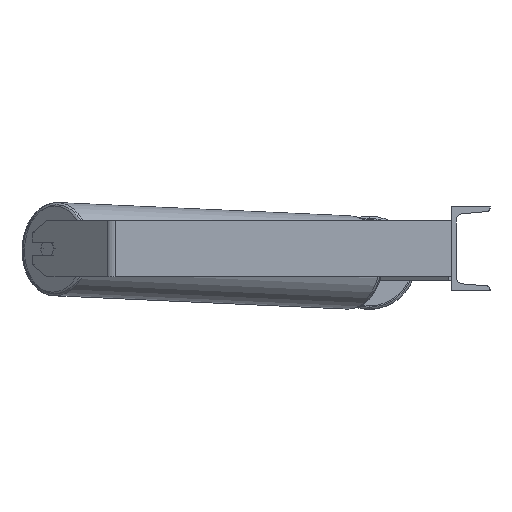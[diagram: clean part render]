
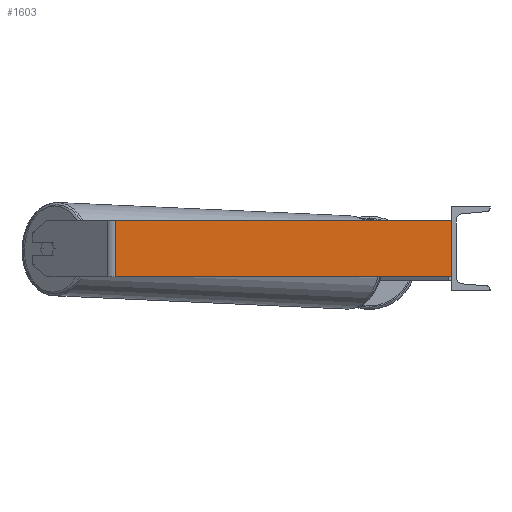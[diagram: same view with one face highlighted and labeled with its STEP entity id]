
A CAD part, left-side view. The second image highlights one B-rep face of the part: STEP entity #1603.
In plain terms, the highlighted planar face has unit normal (-1, 0, 0).
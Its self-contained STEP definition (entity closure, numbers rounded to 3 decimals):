
#80 = CARTESIAN_POINT ( 'NONE',  ( -885., 478.57, 40. ) ) ;
#1022 = ORIENTED_EDGE ( 'NONE', *, *, #6963, .F. ) ;
#1081 = VERTEX_POINT ( 'NONE', #4352 ) ;
#1314 = ORIENTED_EDGE ( 'NONE', *, *, #7809, .F. ) ;
#1355 = DIRECTION ( 'NONE',  ( 0., 0., -1. ) ) ;
#1431 = LINE ( 'NONE', #1847, #2989 ) ;
#1603 = ADVANCED_FACE ( 'NONE', ( #5148 ), #7193, .F. ) ;
#1759 = VERTEX_POINT ( 'NONE', #7439 ) ;
#1827 = VECTOR ( 'NONE', #3359, 1000. ) ;
#1847 = CARTESIAN_POINT ( 'NONE',  ( -885., 485.197, 40. ) ) ;
#2989 = VECTOR ( 'NONE', #8125, 1000. ) ;
#3359 = DIRECTION ( 'NONE',  ( 0., 0., -1. ) ) ;
#3640 = DIRECTION ( 'NONE',  ( 1., 0., 0. ) ) ;
#3741 = CARTESIAN_POINT ( 'NONE',  ( -885., 485.197, 40. ) ) ;
#4035 = LINE ( 'NONE', #5393, #1827 ) ;
#4110 = EDGE_LOOP ( 'NONE', ( #5392, #1314, #1022, #4548 ) ) ;
#4352 = CARTESIAN_POINT ( 'NONE',  ( -885., 478.57, -40. ) ) ;
#4465 = AXIS2_PLACEMENT_3D ( 'NONE', #3741, #3640, #8532 ) ;
#4548 = ORIENTED_EDGE ( 'NONE', *, *, #7586, .T. ) ;
#4765 = VERTEX_POINT ( 'NONE', #4930 ) ;
#4893 = VECTOR ( 'NONE', #6423, 1000. ) ;
#4930 = CARTESIAN_POINT ( 'NONE',  ( -885., 0., 40. ) ) ;
#5148 = FACE_OUTER_BOUND ( 'NONE', #4110, .T. ) ;
#5392 = ORIENTED_EDGE ( 'NONE', *, *, #8340, .T. ) ;
#5393 = CARTESIAN_POINT ( 'NONE',  ( -885., 0., 40. ) ) ;
#5869 = CARTESIAN_POINT ( 'NONE',  ( -885., 478.57, 40. ) ) ;
#6423 = DIRECTION ( 'NONE',  ( 0., -1., 0. ) ) ;
#6788 = VECTOR ( 'NONE', #1355, 1000. ) ;
#6932 = LINE ( 'NONE', #80, #6788 ) ;
#6963 = EDGE_CURVE ( 'NONE', #8444, #4765, #1431, .T. ) ;
#7105 = LINE ( 'NONE', #8935, #4893 ) ;
#7193 = PLANE ( 'NONE',  #4465 ) ;
#7439 = CARTESIAN_POINT ( 'NONE',  ( -885., 0., -40. ) ) ;
#7586 = EDGE_CURVE ( 'NONE', #8444, #1081, #6932, .T. ) ;
#7809 = EDGE_CURVE ( 'NONE', #4765, #1759, #4035, .T. ) ;
#8125 = DIRECTION ( 'NONE',  ( 0., -1., 0. ) ) ;
#8340 = EDGE_CURVE ( 'NONE', #1081, #1759, #7105, .T. ) ;
#8444 = VERTEX_POINT ( 'NONE', #5869 ) ;
#8532 = DIRECTION ( 'NONE',  ( 0., 1., 0. ) ) ;
#8935 = CARTESIAN_POINT ( 'NONE',  ( -885., 485.197, -40. ) ) ;
